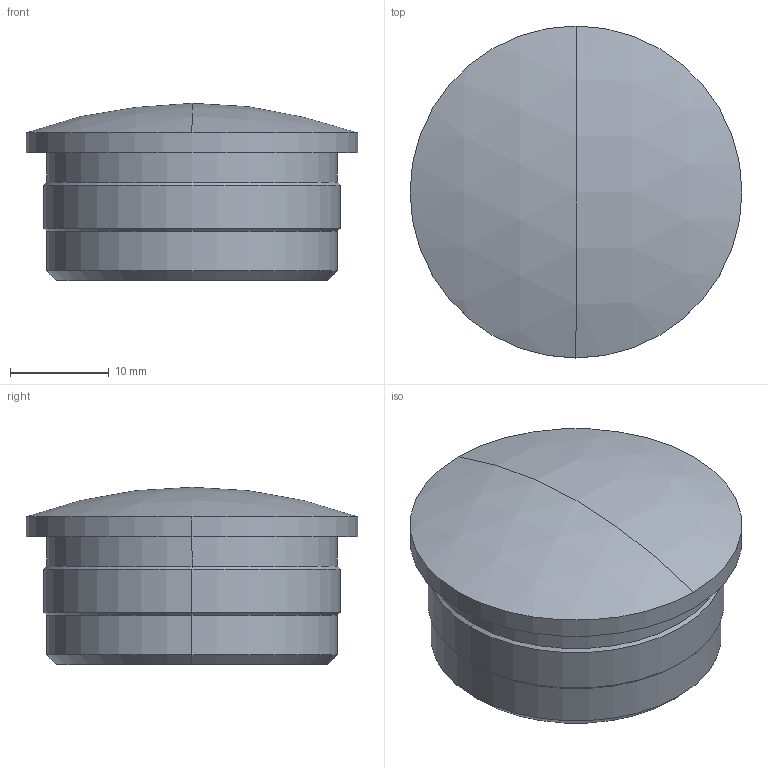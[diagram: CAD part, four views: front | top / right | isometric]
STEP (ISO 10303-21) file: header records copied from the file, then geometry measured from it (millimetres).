
FILE_DESCRIPTION (( 'STEP AP203' ), '1' );
FILE_NAME ('A_5729-233-B.STEP', '2019-05-07T08:19:22', ( '' ), ( '' ), 'SwSTEP 2.0', 'SolidWorks 2018', '' );
FILE_SCHEMA (( 'CONFIG_CONTROL_DESIGN' ));
Length unit declared in the file: millimetre
Products named in the file (1): A_5729-233-B
Bounding box: 33.7 x 33.7 x 18 mm (x, y, z)
Volume: 4471.5 mm3; surface area: 4368.1 mm2
Topology: 1 solids, 1 shells, 68 faces, 154 edges, 86 vertices
Faces by surface type: bspline 32, sphere 14, cylinder 10, cone 6, torus 4, plane 2
Entity records: 2889 total; most frequent: CARTESIAN_POINT 1507, ORIENTED_EDGE 300, DIRECTION 242, EDGE_CURVE 150, AXIS2_PLACEMENT_3D 113, VERTEX_POINT 86, CIRCLE 76, EDGE_LOOP 70
